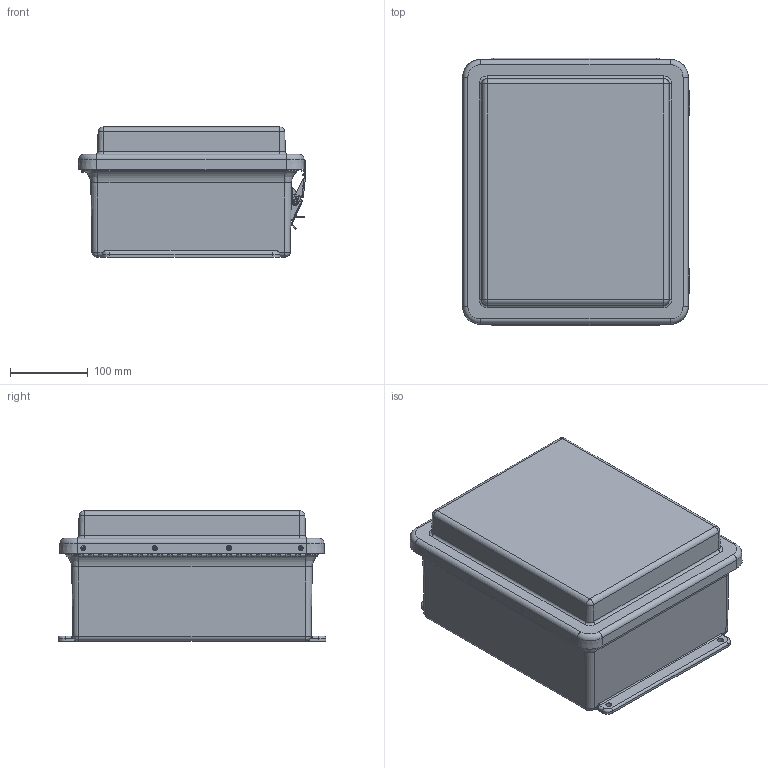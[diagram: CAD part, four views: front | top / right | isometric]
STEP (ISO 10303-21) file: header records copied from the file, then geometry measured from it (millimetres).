
FILE_DESCRIPTION(/* description */ (''),/* implementation_level */ '2;1');
FILE_NAME(/* name */ 'HW-RHJ121006CHQR.stp',/* time_stamp */ '2014-04-03T12:53:02-05:00',/* author */ ('jtigges'),/* organization */ (''),/* preprocessor_version */ 'ST-DEVELOPER v15.2',/* originating_system */ 'Autodesk Inventor 2014',/* authorisation */ '');
FILE_SCHEMA (('AUTOMOTIVE_DESIGN { 1 0 10303 214 3 1 1 }'));
Length unit declared in the file: inch
Products named in the file (24): J1210HL_6; RMINS45821P_177; RMINS45821P_178; RMINS45821P_179; RMINS45821P_180; J1210BHL; RMHINGCOV11; RMHINGPIN11; RMHINGBOX11; RMHING11; RJ1210HLCVR; GASKET_1210; WP1210HLU; RMRIV43; RMRIV44; RMKEEPSSL; Anchor Plate; Locking Layer; Hook blade; Hinge Pin_Lower; Hinge Pin_Upper; RMLATPLSSL; RJ1210HPL_STP
Bounding box: 293.04 x 344.49 x 167.33 mm (x, y, z)
Volume: 1510834.4 mm3; surface area: 844428.2 mm2
Topology: 38 solids, 38 shells, 1046 faces, 2661 edges, 1729 vertices
Faces by surface type: plane 446, cylinder 429, torus 76, bspline 48, cone 47
Full cylindrical faces by diameter (mm): 2.159 x47, 2.64 x8, 3.048 x2, 3.175 x16, 3.302 x4, 3.327 x8, 3.429 x18, 3.556 x20, 3.861 x5, 3.962 x7, 4.306 x4, 5.537 x4, 6.35 x8, 6.858 x4, 7.62 x4, 9.525 x2
Entity records: 25998 total; most frequent: CARTESIAN_POINT 6017, DIRECTION 4263, ORIENTED_EDGE 3772, EDGE_CURVE 1886, AXIS2_PLACEMENT_3D 1624, VERTEX_POINT 1287, EDGE_LOOP 1115, LINE 1015
